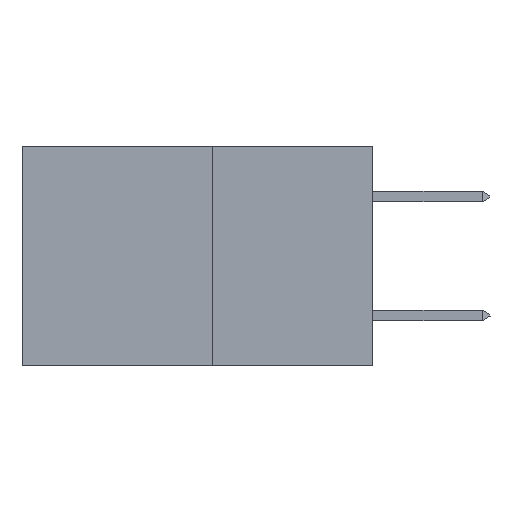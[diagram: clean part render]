
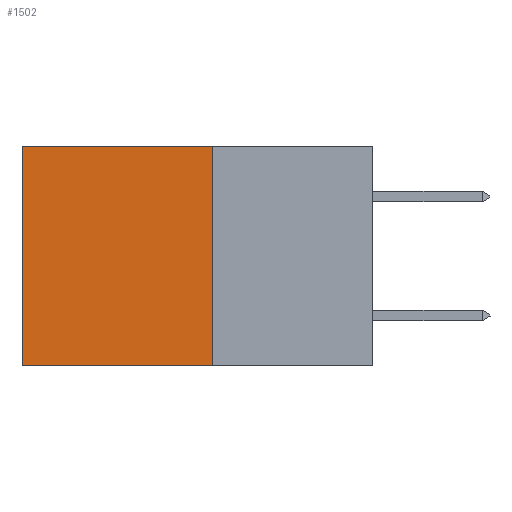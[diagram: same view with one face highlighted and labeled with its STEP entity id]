
A CAD part, left-side view. The second image highlights one B-rep face of the part: STEP entity #1502.
In plain terms, the highlighted planar face has unit normal (-1, 0, 0).
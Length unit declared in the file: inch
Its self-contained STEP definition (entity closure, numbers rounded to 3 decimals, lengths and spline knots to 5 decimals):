
#455 = CARTESIAN_POINT ( 'NONE',  ( 0.277, 0.59, 0. ) ) ;
#641 = PLANE ( 'NONE',  #3629 ) ;
#942 = VECTOR ( 'NONE', #4428, 39.37008 ) ;
#994 = VERTEX_POINT ( 'NONE', #8713 ) ;
#1183 = VECTOR ( 'NONE', #8644, 39.37008 ) ;
#1221 = LINE ( 'NONE', #6954, #942 ) ;
#1284 = VERTEX_POINT ( 'NONE', #455 ) ;
#1502 = ADVANCED_FACE ( 'NONE', ( #9894 ), #641, .F. ) ;
#2258 = VERTEX_POINT ( 'NONE', #2810 ) ;
#2810 = CARTESIAN_POINT ( 'NONE',  ( 0.277, 0.27, -0.37 ) ) ;
#2858 = ORIENTED_EDGE ( 'NONE', *, *, #9345, .T. ) ;
#3049 = VERTEX_POINT ( 'NONE', #5214 ) ;
#3177 = VECTOR ( 'NONE', #8598, 39.37008 ) ;
#3474 = LINE ( 'NONE', #5042, #7157 ) ;
#3629 = AXIS2_PLACEMENT_3D ( 'NONE', #4265, #9412, #9787 ) ;
#4053 = LINE ( 'NONE', #7699, #1183 ) ;
#4068 = ORIENTED_EDGE ( 'NONE', *, *, #7290, .F. ) ;
#4092 = ORIENTED_EDGE ( 'NONE', *, *, #6504, .F. ) ;
#4257 = EDGE_LOOP ( 'NONE', ( #8449, #4092, #4068, #2858 ) ) ;
#4265 = CARTESIAN_POINT ( 'NONE',  ( 0.277, 0.27, -0.37 ) ) ;
#4428 = DIRECTION ( 'NONE',  ( 0., 1., 0. ) ) ;
#5042 = CARTESIAN_POINT ( 'NONE',  ( 0.277, 0.59, -0.37 ) ) ;
#5214 = CARTESIAN_POINT ( 'NONE',  ( 0.277, 0.27, 0. ) ) ;
#5869 = DIRECTION ( 'NONE',  ( 0., 0., -1. ) ) ;
#6504 = EDGE_CURVE ( 'NONE', #2258, #994, #1221, .T. ) ;
#6954 = CARTESIAN_POINT ( 'NONE',  ( 0.277, 0.27, -0.37 ) ) ;
#7157 = VECTOR ( 'NONE', #5869, 39.37008 ) ;
#7290 = EDGE_CURVE ( 'NONE', #3049, #2258, #4053, .T. ) ;
#7699 = CARTESIAN_POINT ( 'NONE',  ( 0.277, 0.27, -0.37 ) ) ;
#7888 = LINE ( 'NONE', #10024, #3177 ) ;
#8449 = ORIENTED_EDGE ( 'NONE', *, *, #9505, .T. ) ;
#8598 = DIRECTION ( 'NONE',  ( 0., 1., 0. ) ) ;
#8644 = DIRECTION ( 'NONE',  ( 0., 0., -1. ) ) ;
#8713 = CARTESIAN_POINT ( 'NONE',  ( 0.277, 0.59, -0.37 ) ) ;
#9345 = EDGE_CURVE ( 'NONE', #3049, #1284, #7888, .T. ) ;
#9412 = DIRECTION ( 'NONE',  ( 1., 0., 0. ) ) ;
#9505 = EDGE_CURVE ( 'NONE', #1284, #994, #3474, .T. ) ;
#9787 = DIRECTION ( 'NONE',  ( 0., 0., -1. ) ) ;
#9894 = FACE_OUTER_BOUND ( 'NONE', #4257, .T. ) ;
#10024 = CARTESIAN_POINT ( 'NONE',  ( 0.277, 0.27, 0. ) ) ;
